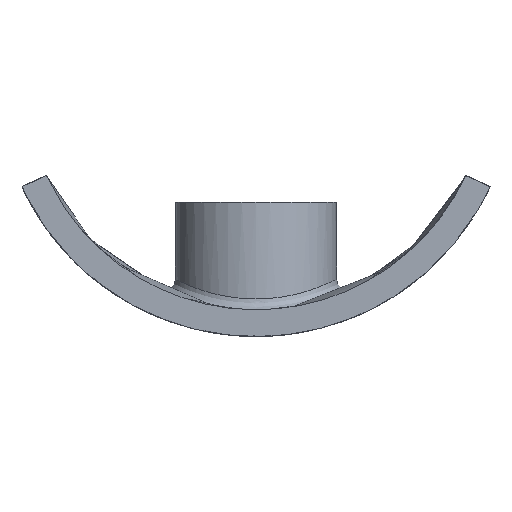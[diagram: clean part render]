
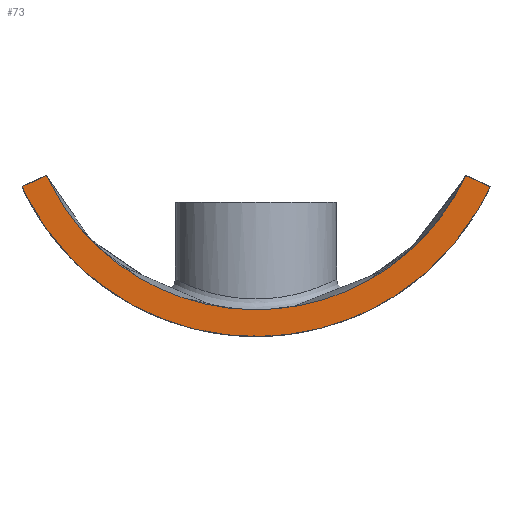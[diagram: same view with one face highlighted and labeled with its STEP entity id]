
A CAD part, front view. The second image highlights one B-rep face of the part: STEP entity #73.
In plain terms, the highlighted planar face has unit normal (0, -1, 0).
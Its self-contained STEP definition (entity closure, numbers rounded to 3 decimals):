
#44=PLANE('',#307);
#55=FACE_OUTER_BOUND('',#119,.T.);
#73=ADVANCED_FACE('',(#55),#44,.T.);
#119=EDGE_LOOP('',(#162,#163));
#162=ORIENTED_EDGE('',*,*,#246,.F.);
#163=ORIENTED_EDGE('',*,*,#255,.F.);
#220=VERTEX_POINT('',#532);
#221=VERTEX_POINT('',#533);
#246=EDGE_CURVE('',#220,#221,#282,.T.);
#255=EDGE_CURVE('',#221,#220,#290,.T.);
#282=B_SPLINE_CURVE_WITH_KNOTS('',3,(#509,#510,#511,#512,#513,#514,#515,
#516,#517,#518,#519,#520,#521,#522,#523,#524,#525,#526,#527,#528,#529,#530,
#531),.UNSPECIFIED.,.F.,.F.,(4,1,1,1,1,1,1,1,1,1,1,1,1,1,1,1,1,1,1,1,4),
(0.,0.125,0.25,0.375,0.438,0.469,0.5,0.563,0.625,0.75,0.875,0.938,
0.945,0.953,0.954,0.954,0.955,0.957,0.961,
0.969,1.),.UNSPECIFIED.);
#290=B_SPLINE_CURVE_WITH_KNOTS('',3,(#1793,#1794,#1795,#1796,#1797,#1798,
#1799,#1800,#1801,#1802,#1803,#1804,#1805,#1806,#1807,#1808,#1809,#1810,
#1811,#1812,#1813,#1814,#1815,#1816,#1817,#1818,#1819,#1820,#1821,#1822,
#1823),.UNSPECIFIED.,.F.,.F.,(4,1,1,1,1,1,1,1,1,1,1,1,1,1,1,1,1,1,1,1,1,
1,1,1,1,1,1,1,4),(0.,0.125,0.25,0.375,0.438,0.469,0.5,0.563,0.625,0.75,
0.813,0.875,0.883,0.891,0.898,0.9,0.901,0.902,
0.906,0.938,0.945,0.946,0.947,0.948,0.948,
0.949,0.953,0.969,1.),.UNSPECIFIED.);
#307=AXIS2_PLACEMENT_3D('',#1979,#327,#328);
#327=DIRECTION('',(0.,-1.,0.));
#328=DIRECTION('',(-0.996,0.,0.086));
#509=CARTESIAN_POINT('',(16.409,0.,-0.77));
#510=CARTESIAN_POINT('',(15.49,0.,-2.28));
#511=CARTESIAN_POINT('',(13.171,0.,-5.142));
#512=CARTESIAN_POINT('',(8.479,0.,-8.332));
#513=CARTESIAN_POINT('',(4.048,0.,-9.718));
#514=CARTESIAN_POINT('',(0.973,0.,-10.009));
#515=CARTESIAN_POINT('',(-0.739,0.,-10.));
#516=CARTESIAN_POINT('',(-2.486,0.,-9.874));
#517=CARTESIAN_POINT('',(-4.698,0.,-9.481));
#518=CARTESIAN_POINT('',(-8.191,0.,-8.338));
#519=CARTESIAN_POINT('',(-12.26,0.,-5.931));
#520=CARTESIAN_POINT('',(-15.402,0.,-2.507));
#521=CARTESIAN_POINT('',(-16.807,0.,-0.129));
#522=CARTESIAN_POINT('',(-17.285,0.,0.839));
#523=CARTESIAN_POINT('',(-17.376,0.,1.039));
#524=CARTESIAN_POINT('',(-17.431,0.,1.15));
#525=CARTESIAN_POINT('',(-17.434,0.,1.171));
#526=CARTESIAN_POINT('',(-17.375,0.,1.187));
#527=CARTESIAN_POINT('',(-17.294,0.,1.231));
#528=CARTESIAN_POINT('',(-17.108,0.,1.312));
#529=CARTESIAN_POINT('',(-16.549,0.,1.575));
#530=CARTESIAN_POINT('',(-16.032,0.,1.811));
#531=CARTESIAN_POINT('',(-15.62,0.,2.));
#532=CARTESIAN_POINT('',(16.409,0.,-0.77));
#533=CARTESIAN_POINT('',(-15.62,0.,2.));
#1793=CARTESIAN_POINT('',(-15.62,0.,2.));
#1794=CARTESIAN_POINT('',(-14.903,0.,0.443));
#1795=CARTESIAN_POINT('',(-12.925,0.,-2.596));
#1796=CARTESIAN_POINT('',(-8.47,0.,-6.125));
#1797=CARTESIAN_POINT('',(-4.056,0.,-7.684));
#1798=CARTESIAN_POINT('',(-0.972,0.,-8.01));
#1799=CARTESIAN_POINT('',(0.739,0.,-8.));
#1800=CARTESIAN_POINT('',(2.489,0.,-7.86));
#1801=CARTESIAN_POINT('',(4.703,0.,-7.417));
#1802=CARTESIAN_POINT('',(8.17,0.,-6.137));
#1803=CARTESIAN_POINT('',(11.305,0.,-3.995));
#1804=CARTESIAN_POINT('',(13.745,0.,-1.255));
#1805=CARTESIAN_POINT('',(14.771,0.,0.345));
#1806=CARTESIAN_POINT('',(15.282,0.,1.3));
#1807=CARTESIAN_POINT('',(15.428,0.,1.59));
#1808=CARTESIAN_POINT('',(15.529,0.,1.819));
#1809=CARTESIAN_POINT('',(15.597,0.,1.938));
#1810=CARTESIAN_POINT('',(15.612,0.,2.005));
#1811=CARTESIAN_POINT('',(15.691,0.,1.966));
#1812=CARTESIAN_POINT('',(16.163,0.,1.754));
#1813=CARTESIAN_POINT('',(16.731,0.,1.488));
#1814=CARTESIAN_POINT('',(17.257,0.,1.246));
#1815=CARTESIAN_POINT('',(17.386,0.,1.186));
#1816=CARTESIAN_POINT('',(17.423,0.,1.173));
#1817=CARTESIAN_POINT('',(17.434,0.,1.157));
#1818=CARTESIAN_POINT('',(17.423,0.,1.132));
#1819=CARTESIAN_POINT('',(17.392,0.,1.065));
#1820=CARTESIAN_POINT('',(17.271,0.,0.81));
#1821=CARTESIAN_POINT('',(16.96,0.,0.181));
#1822=CARTESIAN_POINT('',(16.638,0.,-0.392));
#1823=CARTESIAN_POINT('',(16.409,0.,-0.77));
#1979=CARTESIAN_POINT('',(-0.388,0.,-3.329));
